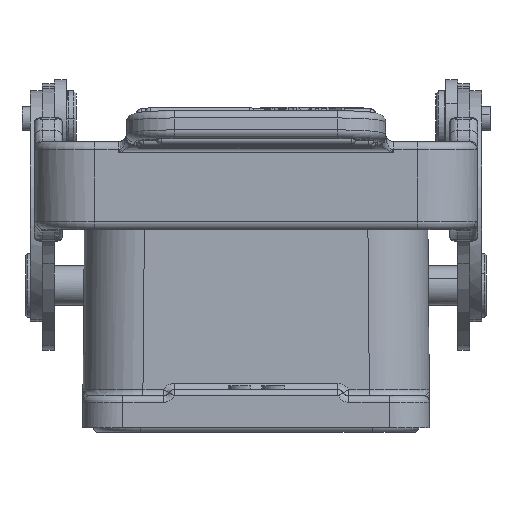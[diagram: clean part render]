
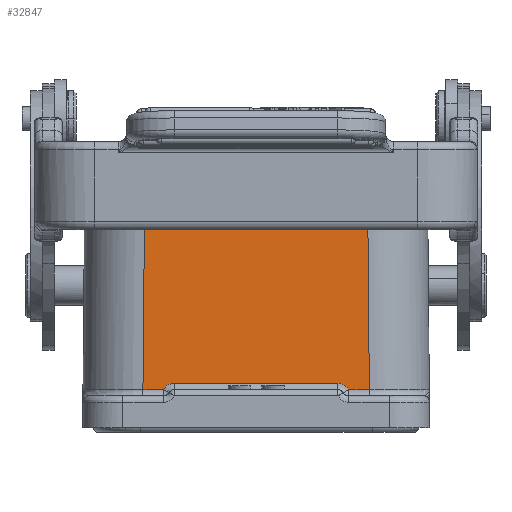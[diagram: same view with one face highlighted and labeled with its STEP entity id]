
A CAD part, left-side view. The second image highlights one B-rep face of the part: STEP entity #32847.
In plain terms, the highlighted planar face has unit normal (-1, 0, 0.009).
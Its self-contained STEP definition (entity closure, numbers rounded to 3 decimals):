
#5645=CARTESIAN_POINT('',(-46.478,-13.952,27.5));
#5647=DIRECTION('',(0.,1.,0.));
#5648=VECTOR('',#5647,27.905);
#5649=CARTESIAN_POINT('',(-46.478,-13.952,
27.5));
#5650=LINE('',#5649,#5648);
#5651=CARTESIAN_POINT('',(-46.478,13.952,27.5));
#5727=CARTESIAN_POINT('',(-46.676,-11.586,
4.793));
#5728=CARTESIAN_POINT('',(-46.675,-11.514,
4.916));
#5729=CARTESIAN_POINT('',(-46.673,-11.346,
5.136));
#5730=CARTESIAN_POINT('',(-46.671,-11.009,
5.395));
#5731=CARTESIAN_POINT('',(-46.669,-10.614,
5.557));
#5732=CARTESIAN_POINT('',(-46.669,-10.341,
5.593));
#5733=CARTESIAN_POINT('',(-46.669,-10.2,
5.593));
#5735=CARTESIAN_POINT('',(-46.669,10.2,5.593));
#5736=CARTESIAN_POINT('',(-46.669,10.342,5.593));
#5737=CARTESIAN_POINT('',(-46.67,10.617,5.557));
#5738=CARTESIAN_POINT('',(-46.671,11.01,5.395));
#5739=CARTESIAN_POINT('',(-46.673,11.348,5.134));
#5740=CARTESIAN_POINT('',(-46.675,11.515,4.915));
#5741=CARTESIAN_POINT('',(-46.676,11.586,4.793));
#5743=DIRECTION('',(0.009,-0.009,1.));
#5744=VECTOR('',#5743,22.709);
#5745=CARTESIAN_POINT('',(-46.676,14.15,4.793));
#5746=LINE('',#5745,#5744);
#5747=DIRECTION('',(-0.009,-0.009,-1.));
#5748=VECTOR('',#5747,22.709);
#5749=CARTESIAN_POINT('',(-46.478,-13.952,
27.5));
#5750=LINE('',#5749,#5748);
#5756=DIRECTION('',(0.,-1.,0.));
#5757=VECTOR('',#5756,20.4);
#5758=CARTESIAN_POINT('',(-46.669,10.2,5.593));
#5759=LINE('',#5758,#5757);
#5774=CARTESIAN_POINT('',(-46.676,11.586,4.793));
#5785=DIRECTION('',(0.,-1.,0.));
#5786=VECTOR('',#5785,2.565);
#5787=CARTESIAN_POINT('',(-46.676,14.15,4.793));
#5788=LINE('',#5787,#5786);
#6007=DIRECTION('',(0.,-1.,0.));
#6008=VECTOR('',#6007,2.565);
#6009=CARTESIAN_POINT('',(-46.676,-11.586,
4.793));
#6010=LINE('',#6009,#6008);
#20565=CARTESIAN_POINT('',(-46.676,-14.15,
4.793));
#20566=VERTEX_POINT('',#20565);
#20568=CARTESIAN_POINT('',(-46.676,-11.586,
4.793));
#20569=VERTEX_POINT('',#20568);
#20570=CARTESIAN_POINT('',(-46.669,-10.2,
5.593));
#20571=VERTEX_POINT('',#20570);
#20572=CARTESIAN_POINT('',(-46.669,10.2,
5.593));
#20574=VERTEX_POINT('',#20572);
#20576=VERTEX_POINT('',#5774);
#20580=CARTESIAN_POINT('',(-46.676,14.15,
4.793));
#20582=VERTEX_POINT('',#20580);
#20601=VERTEX_POINT('',#5651);
#20602=VERTEX_POINT('',#5645);
#32826=CARTESIAN_POINT('',(-46.577,0.,
16.147));
#32827=DIRECTION('',(1.,0.,-0.009));
#32828=DIRECTION('',(-0.009,0.,-1.));
#32829=AXIS2_PLACEMENT_3D('',#32826,#32827,#32828);
#32830=PLANE('',#32829);
#32832=ORIENTED_EDGE('',*,*,#32831,.T.);
#32834=ORIENTED_EDGE('',*,*,#32833,.F.);
#32836=ORIENTED_EDGE('',*,*,#32835,.T.);
#32838=ORIENTED_EDGE('',*,*,#32837,.F.);
#32839=ORIENTED_EDGE('',*,*,#32817,.T.);
#32840=ORIENTED_EDGE('',*,*,#32730,.F.);
#32842=ORIENTED_EDGE('',*,*,#32841,.T.);
#32844=ORIENTED_EDGE('',*,*,#32843,.F.);
#32845=EDGE_LOOP('',(#32832,#32834,#32836,#32838,#32839,#32840,#32842,#32844));
#32846=FACE_OUTER_BOUND('',#32845,.F.);
#32847=ADVANCED_FACE('',(#32846),#32830,.F.);
#5734=B_SPLINE_CURVE_WITH_KNOTS('',3,(#5727,#5728,#5729,#5730,#5731,#5732,
#5733),.UNSPECIFIED.,.F.,.F.,(4,1,1,1,4),(0.,0.25,0.5,0.75,1.),
.UNSPECIFIED.);
#5742=B_SPLINE_CURVE_WITH_KNOTS('',3,(#5735,#5736,#5737,#5738,#5739,#5740,
#5741),.UNSPECIFIED.,.F.,.F.,(4,1,1,1,4),(0.,0.25,0.5,0.75,1.),
.UNSPECIFIED.);
#32730=EDGE_CURVE('',#20602,#20601,#5650,.T.);
#32817=EDGE_CURVE('',#20582,#20601,#5746,.T.);
#32831=EDGE_CURVE('',#20569,#20571,#5734,.T.);
#32833=EDGE_CURVE('',#20574,#20571,#5759,.T.);
#32835=EDGE_CURVE('',#20574,#20576,#5742,.T.);
#32837=EDGE_CURVE('',#20582,#20576,#5788,.T.);
#32841=EDGE_CURVE('',#20602,#20566,#5750,.T.);
#32843=EDGE_CURVE('',#20569,#20566,#6010,.T.);
